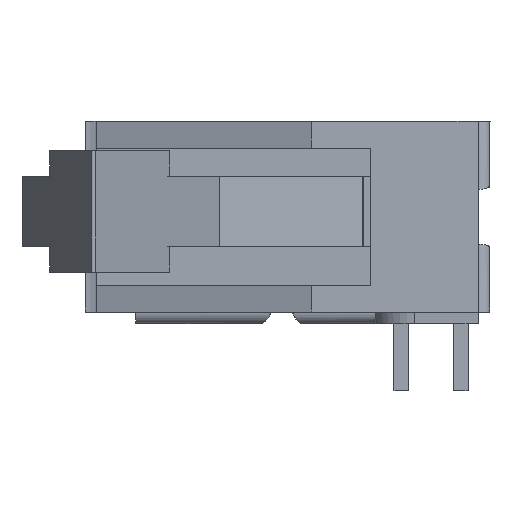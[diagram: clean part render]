
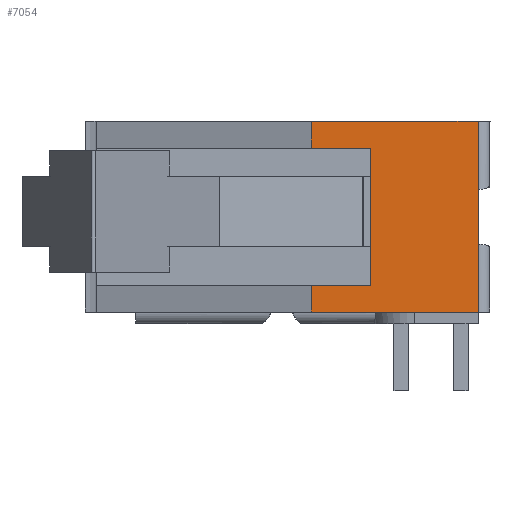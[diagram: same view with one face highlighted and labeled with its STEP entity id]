
A CAD part, left-side view. The second image highlights one B-rep face of the part: STEP entity #7054.
In plain terms, the highlighted planar face has unit normal (-1, 0, 0).
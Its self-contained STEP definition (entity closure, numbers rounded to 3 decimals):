
#458=FACE_OUTER_BOUND($,#869,.T.);
#869=EDGE_LOOP($,(#5533,#5534,#5535,#5536,#5537,#5538,#5539,#5540));
#1583=LINE($,#10920,#2476);
#1585=LINE($,#10925,#2478);
#1586=LINE($,#10927,#2479);
#1587=LINE($,#10929,#2480);
#1588=LINE($,#10931,#2481);
#1589=LINE($,#10933,#2482);
#1590=LINE($,#10934,#2483);
#1591=LINE($,#10935,#2484);
#2476=VECTOR($,#8830,8.128);
#2478=VECTOR($,#8834,1.143);
#2479=VECTOR($,#8835,2.54);
#2480=VECTOR($,#8836,5.842);
#2481=VECTOR($,#8837,2.54);
#2482=VECTOR($,#8838,1.143);
#2483=VECTOR($,#8839,7.112);
#2484=VECTOR($,#8840,7.112);
#3217=VERTEX_POINT($,#10917);
#3218=VERTEX_POINT($,#10919);
#3219=VERTEX_POINT($,#10923);
#3220=VERTEX_POINT($,#10924);
#3221=VERTEX_POINT($,#10926);
#3222=VERTEX_POINT($,#10928);
#3223=VERTEX_POINT($,#10930);
#3224=VERTEX_POINT($,#10932);
#4047=EDGE_CURVE($,#3218,#3217,#1583,.T.);
#4049=EDGE_CURVE($,#3219,#3220,#1585,.T.);
#4050=EDGE_CURVE($,#3220,#3221,#1586,.T.);
#4051=EDGE_CURVE($,#3221,#3222,#1587,.T.);
#4052=EDGE_CURVE($,#3222,#3223,#1588,.T.);
#4053=EDGE_CURVE($,#3224,#3223,#1589,.T.);
#4054=EDGE_CURVE($,#3218,#3224,#1590,.T.);
#4055=EDGE_CURVE($,#3217,#3219,#1591,.T.);
#5533=ORIENTED_EDGE($,*,*,#4049,.T.);
#5534=ORIENTED_EDGE($,*,*,#4050,.T.);
#5535=ORIENTED_EDGE($,*,*,#4051,.T.);
#5536=ORIENTED_EDGE($,*,*,#4052,.T.);
#5537=ORIENTED_EDGE($,*,*,#4053,.F.);
#5538=ORIENTED_EDGE($,*,*,#4054,.F.);
#5539=ORIENTED_EDGE($,*,*,#4047,.T.);
#5540=ORIENTED_EDGE($,*,*,#4055,.T.);
#6679=PLANE($,#7550);
#7054=ADVANCED_FACE($,(#458),#6679,.T.);
#7550=AXIS2_PLACEMENT_3D($,#10922,#8832,#8833);
#8830=DIRECTION($,(0.,0.,1.));
#8832=DIRECTION('center_axis',(-1.,0.,0.));
#8833=DIRECTION('ref_axis',(0.,0.,1.));
#8834=DIRECTION($,(0.,0.,-1.));
#8835=DIRECTION($,(0.,-1.,0.));
#8836=DIRECTION($,(0.,0.,-1.));
#8837=DIRECTION($,(0.,1.,0.));
#8838=DIRECTION($,(0.,0.,1.));
#8839=DIRECTION($,(0.,1.,0.));
#8840=DIRECTION($,(0.,1.,0.));
#10917=CARTESIAN_POINT('',(-19.812,-2.007,8.636));
#10919=CARTESIAN_POINT('',(-19.812,-2.007,0.508));
#10920=CARTESIAN_POINT($,(-19.812,-2.007,0.508));
#10922=CARTESIAN_POINT('Origin',(-19.812,-2.362,0.102));
#10923=CARTESIAN_POINT('',(-19.812,5.105,8.636));
#10924=CARTESIAN_POINT('',(-19.812,5.105,7.493));
#10925=CARTESIAN_POINT($,(-19.812,5.105,8.636));
#10926=CARTESIAN_POINT('',(-19.812,2.565,7.493));
#10927=CARTESIAN_POINT($,(-19.812,5.105,7.493));
#10928=CARTESIAN_POINT('',(-19.812,2.565,1.651));
#10929=CARTESIAN_POINT($,(-19.812,2.565,7.493));
#10930=CARTESIAN_POINT('',(-19.812,5.105,1.651));
#10931=CARTESIAN_POINT($,(-19.812,2.565,1.651));
#10932=CARTESIAN_POINT('',(-19.812,5.105,0.508));
#10933=CARTESIAN_POINT($,(-19.812,5.105,0.508));
#10934=CARTESIAN_POINT($,(-19.812,-2.007,0.508));
#10935=CARTESIAN_POINT($,(-19.812,-2.007,8.636));
